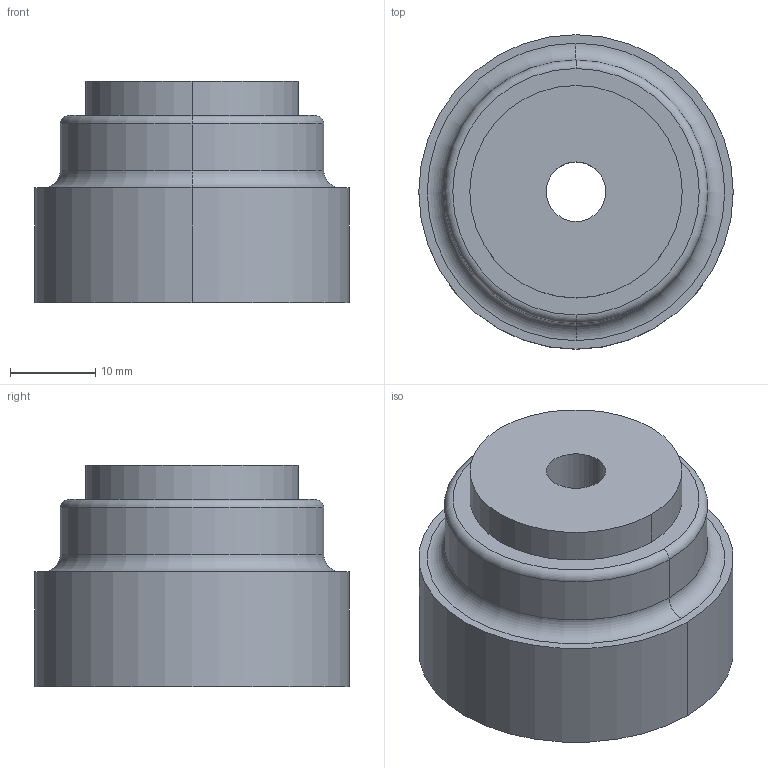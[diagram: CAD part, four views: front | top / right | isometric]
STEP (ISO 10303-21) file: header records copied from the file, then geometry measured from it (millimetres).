
FILE_DESCRIPTION((''),'2;1');
FILE_NAME('01-51313','2016-01-30T',('kox'),(''),'CREO PARAMETRIC BY PTC INC, 2015380','CREO PARAMETRIC BY PTC INC, 2015380','');
FILE_SCHEMA(('CONFIG_CONTROL_DESIGN'));
Length unit declared in the file: millimetre
Products named in the file (1): 01-51313
Bounding box: 37 x 37 x 26 mm (x, y, z)
Volume: 8609.9 mm3; surface area: 6818.5 mm2
Topology: 1 solids, 1 shells, 33 faces, 66 edges, 40 vertices
Faces by surface type: cylinder 14, torus 8, plane 7, cone 4
Entity records: 914 total; most frequent: DIRECTION 180, CARTESIAN_POINT 139, ORIENTED_EDGE 132, AXIS2_PLACEMENT_3D 81, EDGE_CURVE 66, CIRCLE 48, VERTEX_POINT 40, EDGE_LOOP 40
